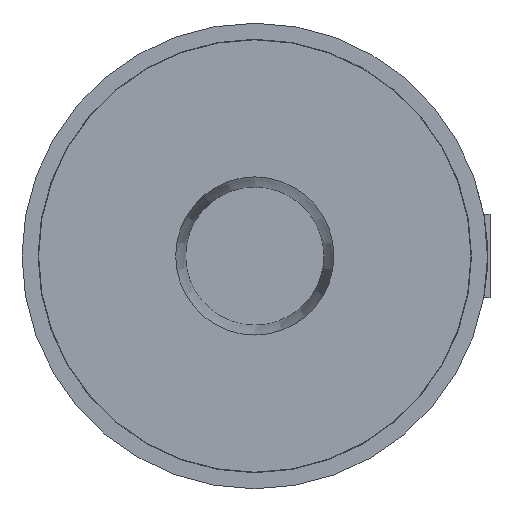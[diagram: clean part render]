
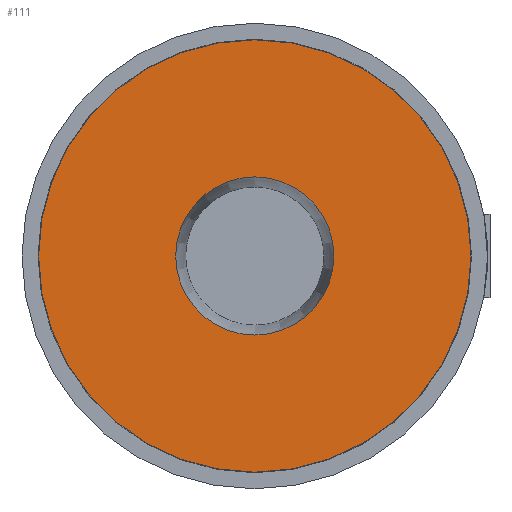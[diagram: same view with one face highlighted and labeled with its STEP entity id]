
A CAD part, top view. The second image highlights one B-rep face of the part: STEP entity #111.
In plain terms, the highlighted planar face has unit normal (0, 0, 1).
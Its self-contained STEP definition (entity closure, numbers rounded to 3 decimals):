
#111=ADVANCED_FACE('',(#220,#221),#222,.T.);
#220=FACE_BOUND('',#507,.T.);
#221=FACE_OUTER_BOUND('',#508,.T.);
#222=PLANE('',#509);
#507=EDGE_LOOP('',(#1038));
#508=EDGE_LOOP('',(#1039));
#509=AXIS2_PLACEMENT_3D('',#1040,#1041,#1042);
#1038=ORIENTED_EDGE('',*,*,#1365,.T.);
#1039=ORIENTED_EDGE('',*,*,#1367,.F.);
#1040=CARTESIAN_POINT('',(0.,0.,37.407));
#1041=DIRECTION('',(0.,0.,1.0));
#1042=DIRECTION('',(1.0,0.,0.));
#1365=EDGE_CURVE('',#1628,#1628,#1629,.T.);
#1367=EDGE_CURVE('',#1632,#1632,#1633,.F.);
#1628=VERTEX_POINT('',#3020);
#1629=CIRCLE('',#3021,11.331);
#1632=VERTEX_POINT('',#3024);
#1633=CIRCLE('',#3025,30.976);
#3020=CARTESIAN_POINT('',(0.,-11.331,37.407));
#3021=AXIS2_PLACEMENT_3D('',#3275,#3276,#3277);
#3024=CARTESIAN_POINT('',(0.,-30.976,37.407));
#3025=AXIS2_PLACEMENT_3D('',#3281,#3282,#3283);
#3275=CARTESIAN_POINT('',(0.,0.,37.407));
#3276=DIRECTION('',(0.,0.,-1.0));
#3277=DIRECTION('',(0.0,-1.0,0.));
#3281=CARTESIAN_POINT('',(0.,0.,37.407));
#3282=DIRECTION('',(0.,0.,1.0));
#3283=DIRECTION('',(0.0,-1.0,0.));
